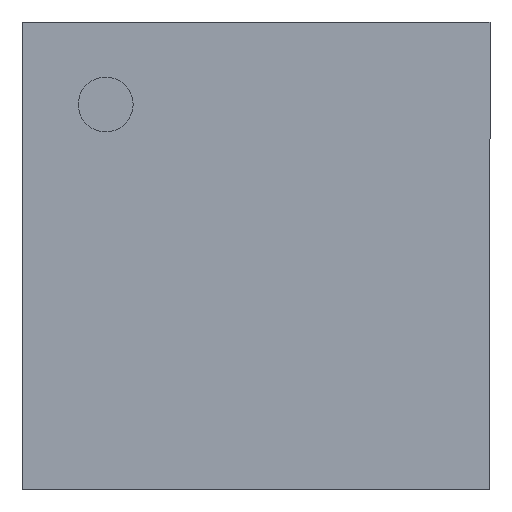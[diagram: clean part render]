
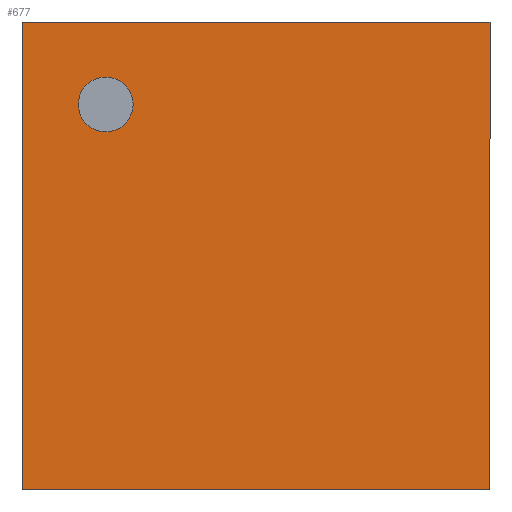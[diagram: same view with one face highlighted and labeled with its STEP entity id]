
A CAD part, front view. The second image highlights one B-rep face of the part: STEP entity #677.
In plain terms, the highlighted planar face has unit normal (0, -1, 0).
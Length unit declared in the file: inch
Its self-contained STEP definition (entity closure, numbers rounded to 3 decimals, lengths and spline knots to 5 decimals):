
#27 = ORIENTED_EDGE ( 'NONE', *, *, #1138, .F. ) ;
#114 = DIRECTION ( 'NONE',  ( 1., 0., 0. ) ) ;
#167 = VECTOR ( 'NONE', #1026, 39.37008 ) ;
#191 = CARTESIAN_POINT ( 'NONE',  ( -0.64, 0., 0.64 ) ) ;
#226 = EDGE_CURVE ( 'NONE', #1412, #1677, #1160, .T. ) ;
#240 = CARTESIAN_POINT ( 'NONE',  ( -0.41105, 0., 0.41457 ) ) ;
#299 = FACE_OUTER_BOUND ( 'NONE', #1821, .T. ) ;
#354 = VERTEX_POINT ( 'NONE', #191 ) ;
#408 = ORIENTED_EDGE ( 'NONE', *, *, #1290, .F. ) ;
#442 = ORIENTED_EDGE ( 'NONE', *, *, #1707, .F. ) ;
#469 = EDGE_CURVE ( 'NONE', #1521, #1622, #1682, .T. ) ;
#504 = LINE ( 'NONE', #1717, #1501 ) ;
#509 = CARTESIAN_POINT ( 'NONE',  ( -0.41105, 0., 0.33957 ) ) ;
#576 = CARTESIAN_POINT ( 'NONE',  ( 0.64, 0., 0.64 ) ) ;
#579 = DIRECTION ( 'NONE',  ( 0., 0., -1. ) ) ;
#589 = FACE_BOUND ( 'NONE', #624, .T. ) ;
#598 = DIRECTION ( 'NONE',  ( 0., -1., 0. ) ) ;
#624 = EDGE_LOOP ( 'NONE', ( #442, #1404 ) ) ;
#675 = DIRECTION ( 'NONE',  ( -1., 0., 0. ) ) ;
#677 = ADVANCED_FACE ( 'NONE', ( #589, #299 ), #1924, .T. ) ;
#768 = CARTESIAN_POINT ( 'NONE',  ( -0.64, 0., -0.64 ) ) ;
#840 = LINE ( 'NONE', #1125, #1293 ) ;
#861 = AXIS2_PLACEMENT_3D ( 'NONE', #1133, #1448, #1156 ) ;
#949 = VERTEX_POINT ( 'NONE', #768 ) ;
#1026 = DIRECTION ( 'NONE',  ( 0., 0., -1. ) ) ;
#1039 = CARTESIAN_POINT ( 'NONE',  ( 0., 0., 0. ) ) ;
#1125 = CARTESIAN_POINT ( 'NONE',  ( 0.64, 0., -0.64 ) ) ;
#1133 = CARTESIAN_POINT ( 'NONE',  ( -0.41105, 0., 0.41457 ) ) ;
#1138 = EDGE_CURVE ( 'NONE', #949, #354, #504, .T. ) ;
#1147 = DIRECTION ( 'NONE',  ( 0., -1., 0. ) ) ;
#1152 = EDGE_CURVE ( 'NONE', #1677, #949, #840, .T. ) ;
#1156 = DIRECTION ( 'NONE',  ( 0., 0., -1. ) ) ;
#1160 = LINE ( 'NONE', #1753, #167 ) ;
#1290 = EDGE_CURVE ( 'NONE', #354, #1412, #1442, .T. ) ;
#1293 = VECTOR ( 'NONE', #675, 39.37008 ) ;
#1294 = VECTOR ( 'NONE', #114, 39.37008 ) ;
#1335 = AXIS2_PLACEMENT_3D ( 'NONE', #240, #1147, #1762 ) ;
#1404 = ORIENTED_EDGE ( 'NONE', *, *, #469, .F. ) ;
#1412 = VERTEX_POINT ( 'NONE', #1564 ) ;
#1426 = DIRECTION ( 'NONE',  ( 0., 0., 1. ) ) ;
#1442 = LINE ( 'NONE', #576, #1294 ) ;
#1448 = DIRECTION ( 'NONE',  ( 0., -1., 0. ) ) ;
#1501 = VECTOR ( 'NONE', #1426, 39.37008 ) ;
#1521 = VERTEX_POINT ( 'NONE', #1926 ) ;
#1564 = CARTESIAN_POINT ( 'NONE',  ( 0.64, 0., 0.64 ) ) ;
#1573 = AXIS2_PLACEMENT_3D ( 'NONE', #1039, #598, #579 ) ;
#1605 = CIRCLE ( 'NONE', #861, 0.075 ) ;
#1622 = VERTEX_POINT ( 'NONE', #509 ) ;
#1677 = VERTEX_POINT ( 'NONE', #1909 ) ;
#1682 = CIRCLE ( 'NONE', #1335, 0.075 ) ;
#1707 = EDGE_CURVE ( 'NONE', #1622, #1521, #1605, .T. ) ;
#1717 = CARTESIAN_POINT ( 'NONE',  ( -0.64, 0., -0.64 ) ) ;
#1753 = CARTESIAN_POINT ( 'NONE',  ( 0.64, 0., -0.64 ) ) ;
#1762 = DIRECTION ( 'NONE',  ( 0., 0., -1. ) ) ;
#1767 = ORIENTED_EDGE ( 'NONE', *, *, #1152, .F. ) ;
#1810 = ORIENTED_EDGE ( 'NONE', *, *, #226, .F. ) ;
#1821 = EDGE_LOOP ( 'NONE', ( #27, #1767, #1810, #408 ) ) ;
#1909 = CARTESIAN_POINT ( 'NONE',  ( 0.64, 0., -0.64 ) ) ;
#1924 = PLANE ( 'NONE',  #1573 ) ;
#1926 = CARTESIAN_POINT ( 'NONE',  ( -0.41105, 0., 0.48957 ) ) ;
